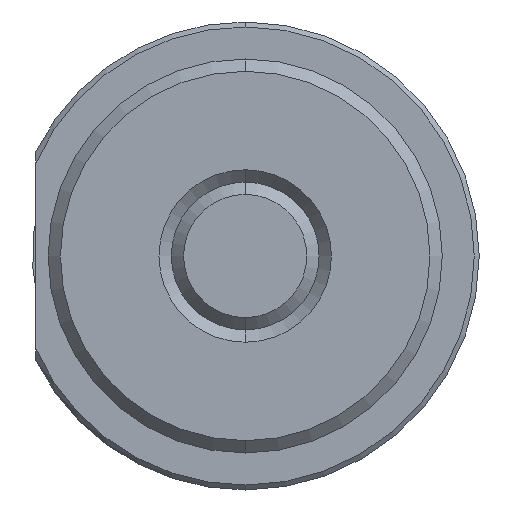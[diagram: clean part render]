
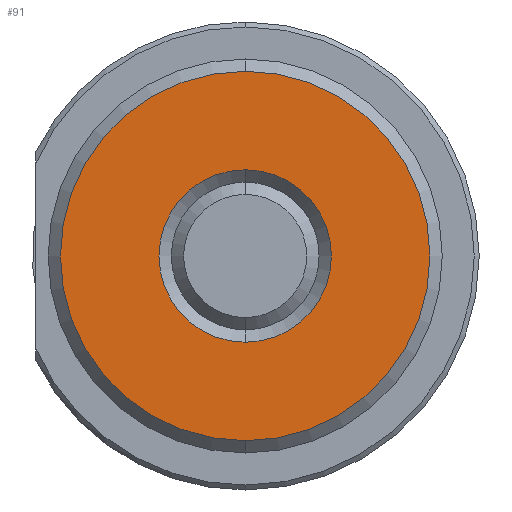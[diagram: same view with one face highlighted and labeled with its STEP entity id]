
A CAD part, left-side view. The second image highlights one B-rep face of the part: STEP entity #91.
In plain terms, the highlighted planar face has unit normal (-1, 0, 0).
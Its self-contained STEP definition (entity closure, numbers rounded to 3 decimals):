
#91 = ADVANCED_FACE ( 'NONE', ( #1545, #1547 ), #511, .F. ) ;
#191 = AXIS2_PLACEMENT_3D ( 'NONE', #1349, #1360, #1361 ) ;
#203 = VERTEX_POINT ( 'NONE', #719 ) ;
#206 = VERTEX_POINT ( 'NONE', #715 ) ;
#510 = CARTESIAN_POINT ( 'NONE',  ( 0., 3., 0. ) ) ;
#511 = PLANE ( 'NONE',  #2156 ) ;
#512 = DIRECTION ( 'NONE',  ( 1., 0., 0. ) ) ;
#513 = DIRECTION ( 'NONE',  ( 0., 0., -1. ) ) ;
#715 = CARTESIAN_POINT ( 'NONE',  ( 0., 0., 7.5 ) ) ;
#719 = CARTESIAN_POINT ( 'NONE',  ( 0., 0., -3.5 ) ) ;
#833 = CARTESIAN_POINT ( 'NONE',  ( 0., 0., 0. ) ) ;
#834 = DIRECTION ( 'NONE',  ( 1., 0., 0. ) ) ;
#835 = DIRECTION ( 'NONE',  ( 0., 0., -1. ) ) ;
#912 = CARTESIAN_POINT ( 'NONE',  ( 0., 0., 0. ) ) ;
#922 = DIRECTION ( 'NONE',  ( -1., 0., 0. ) ) ;
#923 = DIRECTION ( 'NONE',  ( 0., 0., -1. ) ) ;
#1044 = CARTESIAN_POINT ( 'NONE',  ( 0., 0., 0. ) ) ;
#1049 = DIRECTION ( 'NONE',  ( 1., 0., 0. ) ) ;
#1050 = DIRECTION ( 'NONE',  ( 0., 0., -1. ) ) ;
#1349 = CARTESIAN_POINT ( 'NONE',  ( 0., 0., 0. ) ) ;
#1360 = DIRECTION ( 'NONE',  ( -1., 0., 0. ) ) ;
#1361 = DIRECTION ( 'NONE',  ( 0., 0., -1. ) ) ;
#1459 = CARTESIAN_POINT ( 'NONE',  ( 0., 0., 3.5 ) ) ;
#1471 = CARTESIAN_POINT ( 'NONE',  ( 0., 0., -7.5 ) ) ;
#1545 = FACE_BOUND ( 'NONE', #1978, .T. ) ;
#1547 = FACE_OUTER_BOUND ( 'NONE', #2005, .T. ) ;
#1674 = CIRCLE ( 'NONE', #2092, 3.5 ) ;
#1726 = CIRCLE ( 'NONE', #2077, 7.5 ) ;
#1783 = CIRCLE ( 'NONE', #2049, 3.5 ) ;
#1901 = CIRCLE ( 'NONE', #191, 7.5 ) ;
#1978 = EDGE_LOOP ( 'NONE', ( #2433, #2442 ) ) ;
#2005 = EDGE_LOOP ( 'NONE', ( #2448, #2445 ) ) ;
#2049 = AXIS2_PLACEMENT_3D ( 'NONE', #1044, #1049, #1050 ) ;
#2077 = AXIS2_PLACEMENT_3D ( 'NONE', #912, #922, #923 ) ;
#2092 = AXIS2_PLACEMENT_3D ( 'NONE', #833, #834, #835 ) ;
#2156 = AXIS2_PLACEMENT_3D ( 'NONE', #510, #512, #513 ) ;
#2221 = EDGE_CURVE ( 'NONE', #2542, #203, #1674, .T. ) ;
#2256 = EDGE_CURVE ( 'NONE', #206, #2548, #1726, .T. ) ;
#2303 = EDGE_CURVE ( 'NONE', #203, #2542, #1783, .T. ) ;
#2403 = EDGE_CURVE ( 'NONE', #2548, #206, #1901, .T. ) ;
#2433 = ORIENTED_EDGE ( 'NONE', *, *, #2221, .T. ) ;
#2442 = ORIENTED_EDGE ( 'NONE', *, *, #2303, .T. ) ;
#2445 = ORIENTED_EDGE ( 'NONE', *, *, #2256, .T. ) ;
#2448 = ORIENTED_EDGE ( 'NONE', *, *, #2403, .T. ) ;
#2542 = VERTEX_POINT ( 'NONE', #1459 ) ;
#2548 = VERTEX_POINT ( 'NONE', #1471 ) ;
